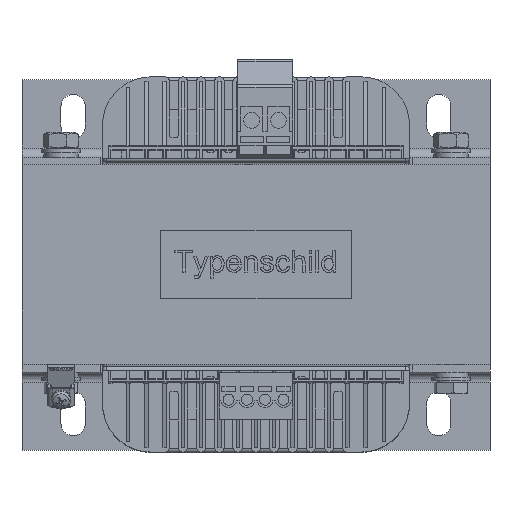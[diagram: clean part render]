
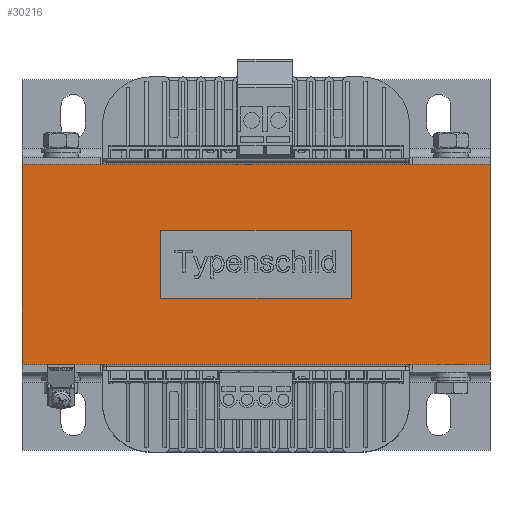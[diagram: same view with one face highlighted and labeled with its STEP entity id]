
A CAD part, top view. The second image highlights one B-rep face of the part: STEP entity #30216.
In plain terms, the highlighted planar face has unit normal (0, 0, 1).
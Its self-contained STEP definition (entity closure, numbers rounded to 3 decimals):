
#348=FACE_BOUND('',#3805,.T.);
#2207=FACE_OUTER_BOUND('',#3804,.T.);
#3804=EDGE_LOOP('',(#21313,#21314,#21315,#21316));
#3805=EDGE_LOOP('',(#21317,#21318,#21319,#21320));
#5498=LINE('',#44156,#8729);
#5501=LINE('',#44161,#8732);
#5503=LINE('',#44165,#8734);
#5504=LINE('',#44167,#8735);
#6162=LINE('',#46133,#9393);
#6163=LINE('',#46135,#9394);
#6164=LINE('',#46137,#9395);
#6165=LINE('',#46138,#9396);
#8729=VECTOR('',#34585,10.);
#8732=VECTOR('',#34590,10.);
#8734=VECTOR('',#34594,10.);
#8735=VECTOR('',#34597,10.);
#9393=VECTOR('',#36015,10.);
#9394=VECTOR('',#36016,10.);
#9395=VECTOR('',#36017,10.);
#9396=VECTOR('',#36018,10.);
#11929=VERTEX_POINT('',#44153);
#11930=VERTEX_POINT('',#44155);
#11931=VERTEX_POINT('',#44159);
#11932=VERTEX_POINT('',#44163);
#12552=VERTEX_POINT('',#46131);
#12553=VERTEX_POINT('',#46132);
#12554=VERTEX_POINT('',#46134);
#12555=VERTEX_POINT('',#46136);
#14932=EDGE_CURVE('',#11930,#11929,#5498,.T.);
#14935=EDGE_CURVE('',#11929,#11931,#5501,.T.);
#14937=EDGE_CURVE('',#11931,#11932,#5503,.T.);
#14938=EDGE_CURVE('',#11932,#11930,#5504,.T.);
#15780=EDGE_CURVE('',#12552,#12553,#6162,.T.);
#15781=EDGE_CURVE('',#12553,#12554,#6163,.T.);
#15782=EDGE_CURVE('',#12554,#12555,#6164,.T.);
#15783=EDGE_CURVE('',#12555,#12552,#6165,.T.);
#21313=ORIENTED_EDGE('',*,*,#15780,.T.);
#21314=ORIENTED_EDGE('',*,*,#15781,.T.);
#21315=ORIENTED_EDGE('',*,*,#15782,.T.);
#21316=ORIENTED_EDGE('',*,*,#15783,.T.);
#21317=ORIENTED_EDGE('',*,*,#14932,.T.);
#21318=ORIENTED_EDGE('',*,*,#14935,.T.);
#21319=ORIENTED_EDGE('',*,*,#14937,.T.);
#21320=ORIENTED_EDGE('',*,*,#14938,.T.);
#27653=PLANE('',#31883);
#30216=ADVANCED_FACE('',(#2207,#348),#27653,.T.);
#31883=AXIS2_PLACEMENT_3D('',#46130,#36013,#36014);
#34585=DIRECTION('',(0.,1.,0.));
#34590=DIRECTION('',(1.,0.,0.));
#34594=DIRECTION('',(0.,-1.,0.));
#34597=DIRECTION('',(-1.,0.,0.));
#36013=DIRECTION('center_axis',(0.,0.,1.));
#36014=DIRECTION('ref_axis',(1.,0.,0.));
#36015=DIRECTION('',(-1.,0.,0.));
#36016=DIRECTION('',(0.,-1.,0.));
#36017=DIRECTION('',(1.,0.,0.));
#36018=DIRECTION('',(0.,1.,0.));
#44153=CARTESIAN_POINT('',(-39.,14.,80.));
#44155=CARTESIAN_POINT('',(-39.,-14.,80.));
#44156=CARTESIAN_POINT('',(-39.,-7.,80.));
#44159=CARTESIAN_POINT('',(39.,14.,80.));
#44161=CARTESIAN_POINT('',(28.5,14.,80.));
#44163=CARTESIAN_POINT('',(39.,-14.,80.));
#44165=CARTESIAN_POINT('',(39.,7.,80.));
#44167=CARTESIAN_POINT('',(67.5,-14.,80.));
#46130=CARTESIAN_POINT('Origin',(96.,0.,80.));
#46131=CARTESIAN_POINT('',(96.,41.,80.));
#46132=CARTESIAN_POINT('',(-96.,41.,80.));
#46133=CARTESIAN_POINT('',(96.,41.,80.));
#46134=CARTESIAN_POINT('',(-96.,-41.,80.));
#46135=CARTESIAN_POINT('',(-96.,0.,80.));
#46136=CARTESIAN_POINT('',(96.,-41.,80.));
#46137=CARTESIAN_POINT('',(96.,-41.,80.));
#46138=CARTESIAN_POINT('',(96.,0.,80.));
